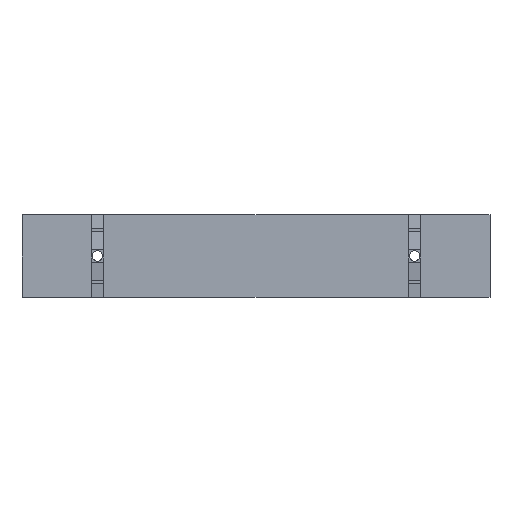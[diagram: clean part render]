
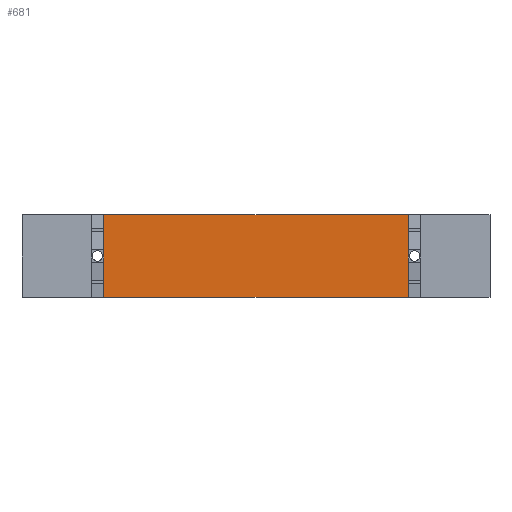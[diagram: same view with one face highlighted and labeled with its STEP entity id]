
A CAD part, top view. The second image highlights one B-rep face of the part: STEP entity #681.
In plain terms, the highlighted planar face has unit normal (0, 0, 1).
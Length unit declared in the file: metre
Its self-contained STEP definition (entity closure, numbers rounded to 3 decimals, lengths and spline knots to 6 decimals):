
#30 = ORIENTED_EDGE ( 'NONE', *, *, #360, .T. ) ;
#116 = EDGE_CURVE ( 'NONE', #393, #132, #795, .T. ) ;
#118 = CARTESIAN_POINT ( 'NONE',  ( -15.5, -1.3692, -0.96 ) ) ;
#120 = PLANE ( 'NONE',  #515 ) ;
#131 = DIRECTION ( 'NONE',  ( -1., 0., 0. ) ) ;
#132 = VERTEX_POINT ( 'NONE', #736 ) ;
#155 = EDGE_CURVE ( 'NONE', #393, #244, #623, .T. ) ;
#161 = VECTOR ( 'NONE', #733, 1. ) ;
#167 = ORIENTED_EDGE ( 'NONE', *, *, #582, .T. ) ;
#179 = LINE ( 'NONE', #542, #718 ) ;
#186 = ORIENTED_EDGE ( 'NONE', *, *, #155, .F. ) ;
#207 = DIRECTION ( 'NONE',  ( 0., 1., 0. ) ) ;
#244 = VERTEX_POINT ( 'NONE', #612 ) ;
#333 = ORIENTED_EDGE ( 'NONE', *, *, #116, .T. ) ;
#334 = CARTESIAN_POINT ( 'NONE',  ( -2.7, 1.3692, -0.96 ) ) ;
#350 = VECTOR ( 'NONE', #207, 1. ) ;
#359 = DIRECTION ( 'NONE',  ( 0., 0., 1. ) ) ;
#360 = EDGE_CURVE ( 'NONE', #132, #536, #498, .T. ) ;
#393 = VERTEX_POINT ( 'NONE', #631 ) ;
#465 = EDGE_LOOP ( 'NONE', ( #186, #333, #30, #167 ) ) ;
#479 = FACE_OUTER_BOUND ( 'NONE', #465, .T. ) ;
#487 = VECTOR ( 'NONE', #543, 1. ) ;
#498 = LINE ( 'NONE', #334, #350 ) ;
#515 = AXIS2_PLACEMENT_3D ( 'NONE', #735, #359, #611 ) ;
#536 = VERTEX_POINT ( 'NONE', #794 ) ;
#542 = CARTESIAN_POINT ( 'NONE',  ( -15.5, 1.3692, -0.96 ) ) ;
#543 = DIRECTION ( 'NONE',  ( 0., 1., 0. ) ) ;
#561 = CARTESIAN_POINT ( 'NONE',  ( -12.8, 1.3692, -0.96 ) ) ;
#582 = EDGE_CURVE ( 'NONE', #536, #244, #179, .T. ) ;
#611 = DIRECTION ( 'NONE',  ( 1., 0., 0. ) ) ;
#612 = CARTESIAN_POINT ( 'NONE',  ( -12.8, 1.3692, -0.96 ) ) ;
#623 = LINE ( 'NONE', #561, #487 ) ;
#631 = CARTESIAN_POINT ( 'NONE',  ( -12.8, -1.3692, -0.96 ) ) ;
#681 = ADVANCED_FACE ( 'NONE', ( #479 ), #120, .T. ) ;
#718 = VECTOR ( 'NONE', #131, 1. ) ;
#733 = DIRECTION ( 'NONE',  ( 1., 0., 0. ) ) ;
#735 = CARTESIAN_POINT ( 'NONE',  ( 0., 0., -0.96 ) ) ;
#736 = CARTESIAN_POINT ( 'NONE',  ( -2.7, -1.3692, -0.96 ) ) ;
#794 = CARTESIAN_POINT ( 'NONE',  ( -2.7, 1.3692, -0.96 ) ) ;
#795 = LINE ( 'NONE', #118, #161 ) ;
